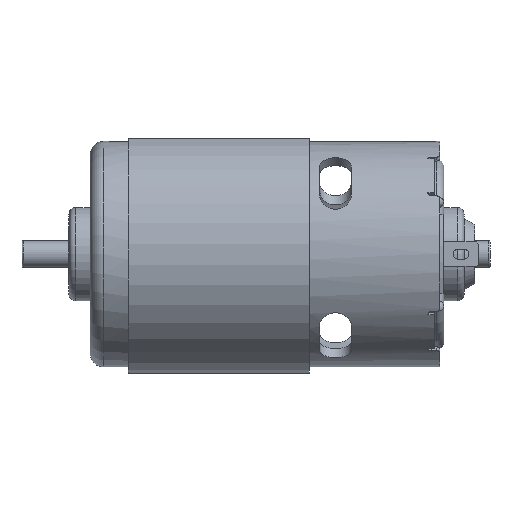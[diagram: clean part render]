
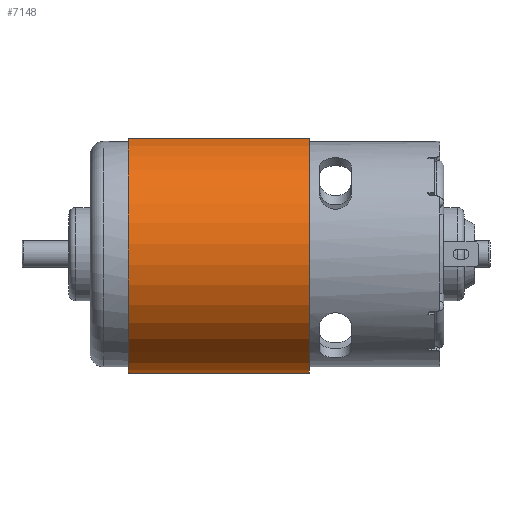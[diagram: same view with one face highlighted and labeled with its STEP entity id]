
A CAD part, front view. The second image highlights one B-rep face of the part: STEP entity #7148.
In plain terms, the highlighted cylindrical face has radius 22.416 mm (diameter 44.831 mm), a partial arc.
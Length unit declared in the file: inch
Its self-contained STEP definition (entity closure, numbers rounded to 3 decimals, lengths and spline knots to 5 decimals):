
#999=LINE('',#15398,#1513);
#1000=LINE('',#15401,#1514);
#1513=VECTOR('',#9184,39.37008);
#1514=VECTOR('',#9187,39.37008);
#1716=CYLINDRICAL_SURFACE('',#7725,0.8825);
#2061=FACE_OUTER_BOUND('',#2500,.T.);
#2500=EDGE_LOOP('',(#6244,#6245,#6246,#6247));
#2842=CIRCLE('',#7726,0.8825);
#2843=CIRCLE('',#7727,0.8825);
#3479=VERTEX_POINT('',#15394);
#3480=VERTEX_POINT('',#15395);
#3481=VERTEX_POINT('',#15397);
#3482=VERTEX_POINT('',#15399);
#4437=EDGE_CURVE('',#3479,#3480,#2842,.T.);
#4438=EDGE_CURVE('',#3481,#3479,#999,.T.);
#4439=EDGE_CURVE('',#3481,#3482,#2843,.T.);
#4440=EDGE_CURVE('',#3482,#3480,#1000,.T.);
#6244=ORIENTED_EDGE('',*,*,#4437,.F.);
#6245=ORIENTED_EDGE('',*,*,#4438,.F.);
#6246=ORIENTED_EDGE('',*,*,#4439,.T.);
#6247=ORIENTED_EDGE('',*,*,#4440,.T.);
#7148=ADVANCED_FACE('',(#2061),#1716,.T.);
#7725=AXIS2_PLACEMENT_3D('',#15393,#9180,#9181);
#7726=AXIS2_PLACEMENT_3D('',#15396,#9182,#9183);
#7727=AXIS2_PLACEMENT_3D('',#15400,#9185,#9186);
#9180=DIRECTION('center_axis',(-1.,0.,0.));
#9181=DIRECTION('ref_axis',(0.,0.,-1.));
#9182=DIRECTION('center_axis',(-1.,0.,0.));
#9183=DIRECTION('ref_axis',(0.,0.,1.));
#9184=DIRECTION('',(-1.,0.,0.));
#9185=DIRECTION('center_axis',(-1.,0.,0.));
#9186=DIRECTION('ref_axis',(0.,0.,-1.));
#9187=DIRECTION('',(-1.,0.,0.));
#15393=CARTESIAN_POINT('Origin',(4.1142,0.,0.));
#15394=CARTESIAN_POINT('',(0.27953,0.22866,0.85236));
#15395=CARTESIAN_POINT('',(0.27953,-0.22866,0.85236));
#15396=CARTESIAN_POINT('Origin',(0.27953,0.,0.));
#15397=CARTESIAN_POINT('',(1.61811,0.22866,0.85236));
#15398=CARTESIAN_POINT('',(2.96063,0.22866,0.85236));
#15399=CARTESIAN_POINT('',(1.61811,-0.22866,0.85236));
#15400=CARTESIAN_POINT('Origin',(1.61811,0.,0.));
#15401=CARTESIAN_POINT('',(2.96063,-0.22866,0.85236));
